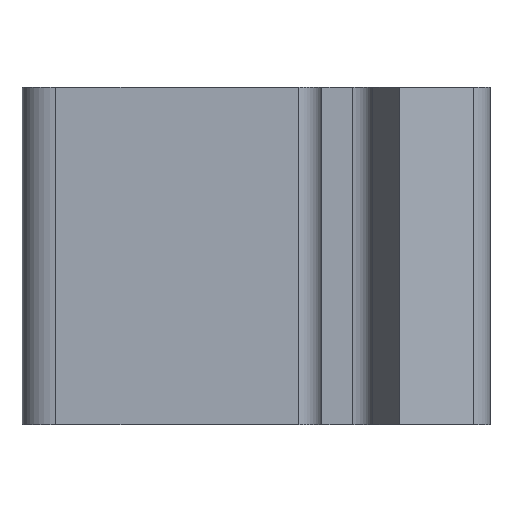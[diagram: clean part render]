
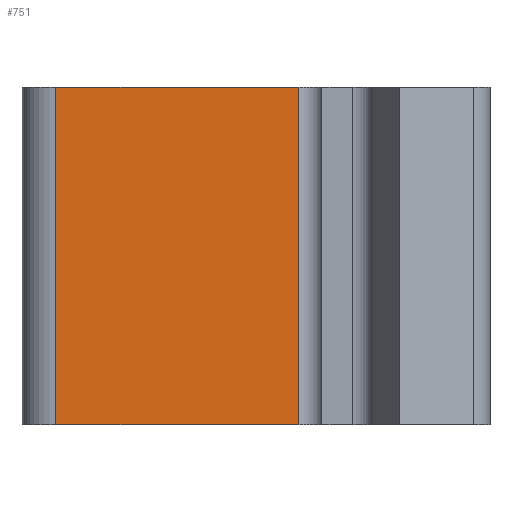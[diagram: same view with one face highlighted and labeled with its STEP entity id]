
A CAD part, left-side view. The second image highlights one B-rep face of the part: STEP entity #751.
In plain terms, the highlighted planar face has unit normal (-1, 0, 0).
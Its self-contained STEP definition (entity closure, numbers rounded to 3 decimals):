
#16=PLANE('',#807);
#41=FACE_OUTER_BOUND('',#81,.T.);
#81=EDGE_LOOP('',(#513,#514,#515,#516));
#123=LINE('',#1118,#205);
#124=LINE('',#1121,#206);
#125=LINE('',#1123,#207);
#126=LINE('',#1124,#208);
#205=VECTOR('',#889,10.);
#206=VECTOR('',#892,10.);
#207=VECTOR('',#893,10.);
#208=VECTOR('',#894,10.);
#319=VERTEX_POINT('',#1114);
#320=VERTEX_POINT('',#1116);
#321=VERTEX_POINT('',#1120);
#322=VERTEX_POINT('',#1122);
#397=EDGE_CURVE('',#319,#320,#123,.T.);
#398=EDGE_CURVE('',#319,#321,#124,.T.);
#399=EDGE_CURVE('',#322,#320,#125,.T.);
#400=EDGE_CURVE('',#321,#322,#126,.T.);
#513=ORIENTED_EDGE('',*,*,#398,.F.);
#514=ORIENTED_EDGE('',*,*,#397,.T.);
#515=ORIENTED_EDGE('',*,*,#399,.F.);
#516=ORIENTED_EDGE('',*,*,#400,.F.);
#751=ADVANCED_FACE('',(#41),#16,.T.);
#807=AXIS2_PLACEMENT_3D('',#1119,#890,#891);
#889=DIRECTION('',(0.,0.,1.));
#890=DIRECTION('center_axis',(-1.,0.,0.));
#891=DIRECTION('ref_axis',(0.,-1.,0.));
#892=DIRECTION('',(0.,1.,0.));
#893=DIRECTION('',(0.,-1.,0.));
#894=DIRECTION('',(0.,0.,1.));
#1114=CARTESIAN_POINT('',(87.003,50.06,20.));
#1116=CARTESIAN_POINT('',(87.003,50.06,30.));
#1118=CARTESIAN_POINT('',(87.003,50.06,20.));
#1119=CARTESIAN_POINT('Origin',(87.003,57.26,20.));
#1120=CARTESIAN_POINT('',(87.003,57.26,20.));
#1121=CARTESIAN_POINT('',(87.003,50.06,20.));
#1122=CARTESIAN_POINT('',(87.003,57.26,30.));
#1123=CARTESIAN_POINT('',(87.003,50.06,30.));
#1124=CARTESIAN_POINT('',(87.003,57.26,20.));
